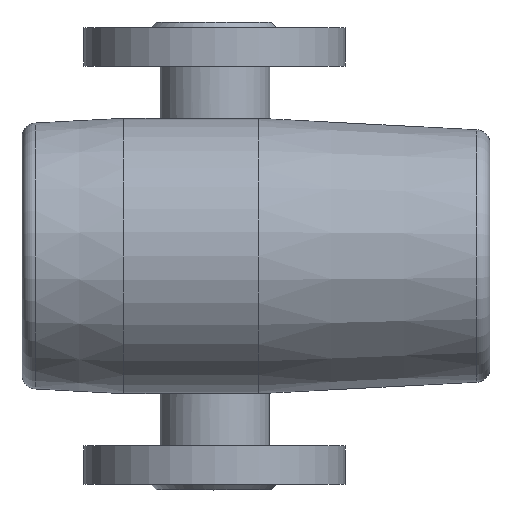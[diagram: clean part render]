
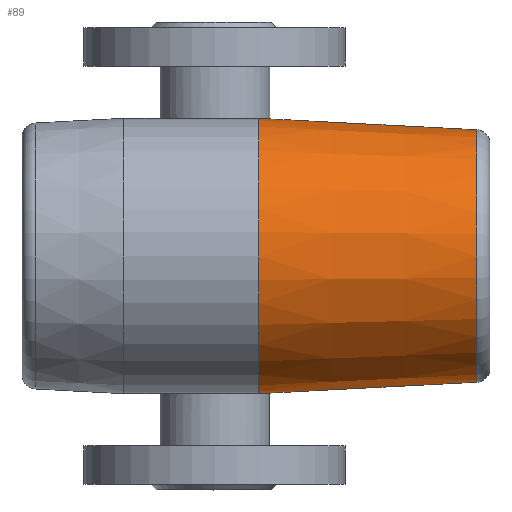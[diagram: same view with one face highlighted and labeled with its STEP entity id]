
A CAD part, left-side view. The second image highlights one B-rep face of the part: STEP entity #89.
In plain terms, the highlighted conical face has half-angle 3 degrees and reference radius 45.598 mm.
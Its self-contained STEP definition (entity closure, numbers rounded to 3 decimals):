
#44=CONICAL_SURFACE('',#509,45.598,3.);
#89=ADVANCED_FACE('',(#159,#160),#44,.T.);
#159=FACE_BOUND('',#233,.T.);
#160=FACE_BOUND('',#234,.T.);
#233=EDGE_LOOP('',(#315));
#234=EDGE_LOOP('',(#316));
#315=ORIENTED_EDGE('',*,*,#415,.T.);
#316=ORIENTED_EDGE('',*,*,#412,.F.);
#371=VERTEX_POINT('',#780);
#374=VERTEX_POINT('',#789);
#412=EDGE_CURVE('',#371,#371,#448,.T.);
#415=EDGE_CURVE('',#374,#374,#451,.T.);
#448=CIRCLE('',#502,50.);
#451=CIRCLE('',#508,45.846);
#502=AXIS2_PLACEMENT_3D('',#779,#618,#619);
#508=AXIS2_PLACEMENT_3D('',#788,#630,#631);
#509=AXIS2_PLACEMENT_3D('',#790,#632,#633);
#618=DIRECTION('',(0.,1.,0.));
#619=DIRECTION('',(0.,0.,-1.));
#630=DIRECTION('',(0.,1.,0.));
#631=DIRECTION('',(0.,0.,-1.));
#632=DIRECTION('',(0.,1.,0.));
#633=DIRECTION('',(0.,0.,-1.));
#779=CARTESIAN_POINT('',(-170.,-16.,-85.));
#780=CARTESIAN_POINT('',(-170.,-16.,-135.));
#788=CARTESIAN_POINT('',(-170.,-95.262,-85.));
#789=CARTESIAN_POINT('',(-170.,-95.262,-130.846));
#790=CARTESIAN_POINT('',(-170.,-100.,-85.));
